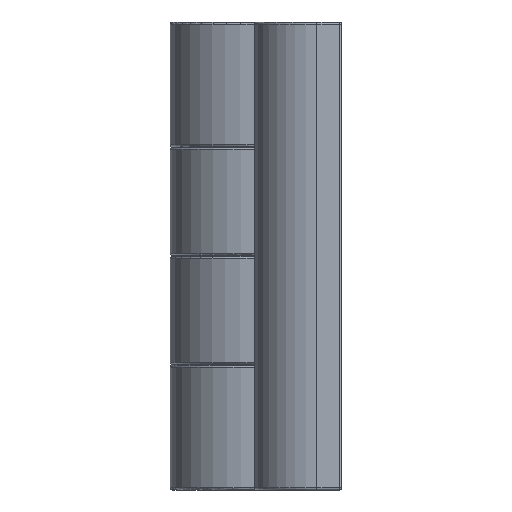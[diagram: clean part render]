
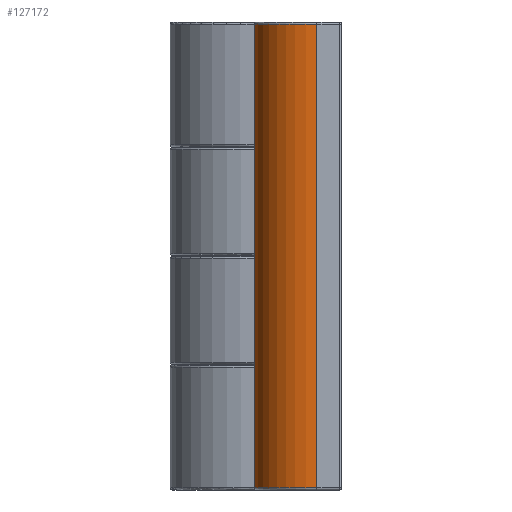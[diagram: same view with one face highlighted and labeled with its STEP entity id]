
A CAD part, left-side view. The second image highlights one B-rep face of the part: STEP entity #127172.
In plain terms, the highlighted cylindrical face has radius 6 mm (diameter 12 mm), a partial arc.
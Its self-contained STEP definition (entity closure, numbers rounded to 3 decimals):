
#65975 = CARTESIAN_POINT ( 'NONE',  ( 30., -5.85, 44.8 ) ) ;
#65986 = CARTESIAN_POINT ( 'NONE',  ( 30., -5.85, 0.2 ) ) ;
#66037 = DIRECTION ( 'NONE',  ( 0., 0., -1. ) ) ;
#66038 = VECTOR ( 'NONE', #66037, 1000. ) ;
#66045 = CARTESIAN_POINT ( 'NONE',  ( 24., 0.15, 0.2 ) ) ;
#66057 = CARTESIAN_POINT ( 'NONE',  ( 24., 0.15, 44.8 ) ) ;
#66058 = CARTESIAN_POINT ( 'NONE',  ( 24., 0.15, 45. ) ) ;
#66059 = LINE ( 'NONE', #66058, #66038 ) ;
#66083 = DIRECTION ( 'NONE',  ( 0., 0., 1. ) ) ;
#66084 = VECTOR ( 'NONE', #66083, 1000. ) ;
#66099 = CARTESIAN_POINT ( 'NONE',  ( 30., -5.85, 45. ) ) ;
#66100 = LINE ( 'NONE', #66099, #66084 ) ;
#66357 = DIRECTION ( 'NONE',  ( 1., 0., 0. ) ) ;
#66358 = AXIS2_PLACEMENT_3D ( 'NONE', #66362, #66380, #66357 ) ;
#66362 = CARTESIAN_POINT ( 'NONE',  ( 24., -5.85, 44.8 ) ) ;
#66367 = DIRECTION ( 'NONE',  ( -1., 0., 0. ) ) ;
#66369 = CIRCLE ( 'NONE', #66370, 6. ) ;
#66370 = AXIS2_PLACEMENT_3D ( 'NONE', #66413, #66412, #66411 ) ;
#66379 = CYLINDRICAL_SURFACE ( 'NONE', #66381, 6. ) ;
#66380 = DIRECTION ( 'NONE',  ( 0., 0., -1. ) ) ;
#66381 = AXIS2_PLACEMENT_3D ( 'NONE', #66385, #66384, #66367 ) ;
#66384 = DIRECTION ( 'NONE',  ( 0., 0., -1. ) ) ;
#66385 = CARTESIAN_POINT ( 'NONE',  ( 24., -5.85, 45. ) ) ;
#66386 = FACE_OUTER_BOUND ( 'NONE', #127228, .T. ) ;
#66387 = CIRCLE ( 'NONE', #66358, 6. ) ;
#66411 = DIRECTION ( 'NONE',  ( 1., 0., 0. ) ) ;
#66412 = DIRECTION ( 'NONE',  ( 0., 0., 1. ) ) ;
#66413 = CARTESIAN_POINT ( 'NONE',  ( 24., -5.85, 0.2 ) ) ;
#126625 = VERTEX_POINT ( 'NONE', #65986 ) ;
#126641 = VERTEX_POINT ( 'NONE', #65975 ) ;
#126745 = EDGE_CURVE ( 'NONE', #126748, #126753, #66059, .T. ) ;
#126748 = VERTEX_POINT ( 'NONE', #66057 ) ;
#126753 = VERTEX_POINT ( 'NONE', #66045 ) ;
#126780 = EDGE_CURVE ( 'NONE', #126625, #126641, #66100, .T. ) ;
#127066 = ORIENTED_EDGE ( 'NONE', *, *, #126780, .F. ) ;
#127172 = ADVANCED_FACE ( 'NONE', ( #66386 ), #66379, .T. ) ;
#127176 = EDGE_CURVE ( 'NONE', #126748, #126641, #66387, .T. ) ;
#127185 = ORIENTED_EDGE ( 'NONE', *, *, #127216, .T. ) ;
#127191 = ORIENTED_EDGE ( 'NONE', *, *, #127176, .T. ) ;
#127193 = ORIENTED_EDGE ( 'NONE', *, *, #126745, .F. ) ;
#127216 = EDGE_CURVE ( 'NONE', #126625, #126753, #66369, .T. ) ;
#127228 = EDGE_LOOP ( 'NONE', ( #127066, #127185, #127193, #127191 ) ) ;
